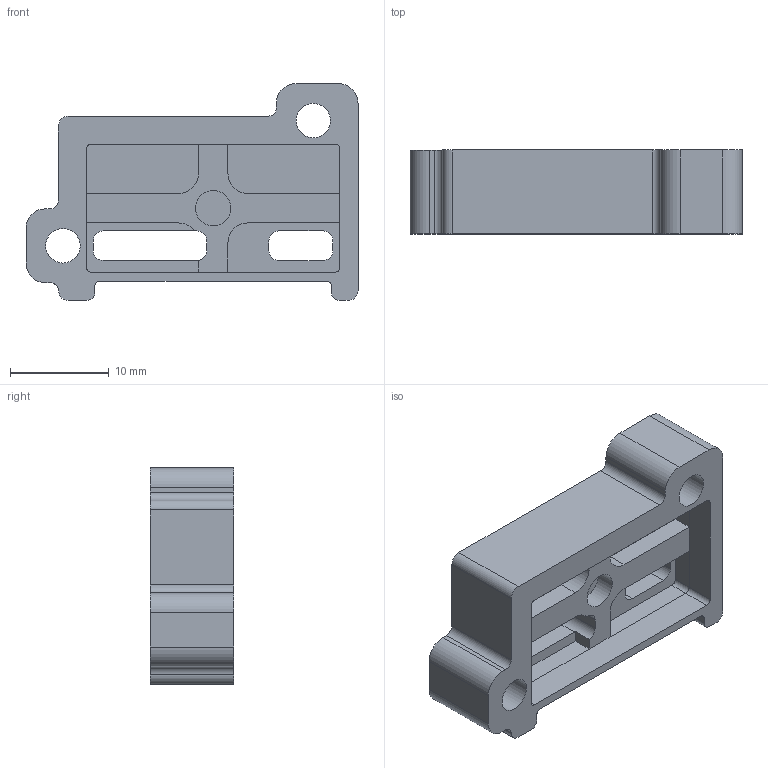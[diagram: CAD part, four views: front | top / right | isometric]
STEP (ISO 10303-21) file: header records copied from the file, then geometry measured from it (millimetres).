
FILE_DESCRIPTION(('FreeCAD Model'),'2;1');
FILE_NAME('Grayhill_3d_holder-Right2.step','2020-05-24T00:16:52',('Author'),(''), 'Open CASCADE STEP processor 7.3','FreeCAD','Unknown');
FILE_SCHEMA(('AUTOMOTIVE_DESIGN { 1 0 10303 214 1 1 1 1 }'));
Length unit declared in the file: millimetre
Products named in the file (1): Pocket-Grayhill_3d_holder_3mm-Right
Bounding box: 33.69 x 8.5 x 21.99 mm (x, y, z)
Volume: 3025.6 mm3; surface area: 2768.6 mm2
Topology: 1 solids, 1 shells, 86 faces, 233 edges, 150 vertices
Faces by surface type: plane 49, cylinder 36, bspline 1
Full cylindrical faces by diameter (mm): 3.5 x2, 3.6 x1
Entity records: 2787 total; most frequent: CARTESIAN_POINT 534, DIRECTION 470, ORIENTED_EDGE 466, EDGE_CURVE 233, LINE 160, VECTOR 160, AXIS2_PLACEMENT_3D 155, VERTEX_POINT 150
